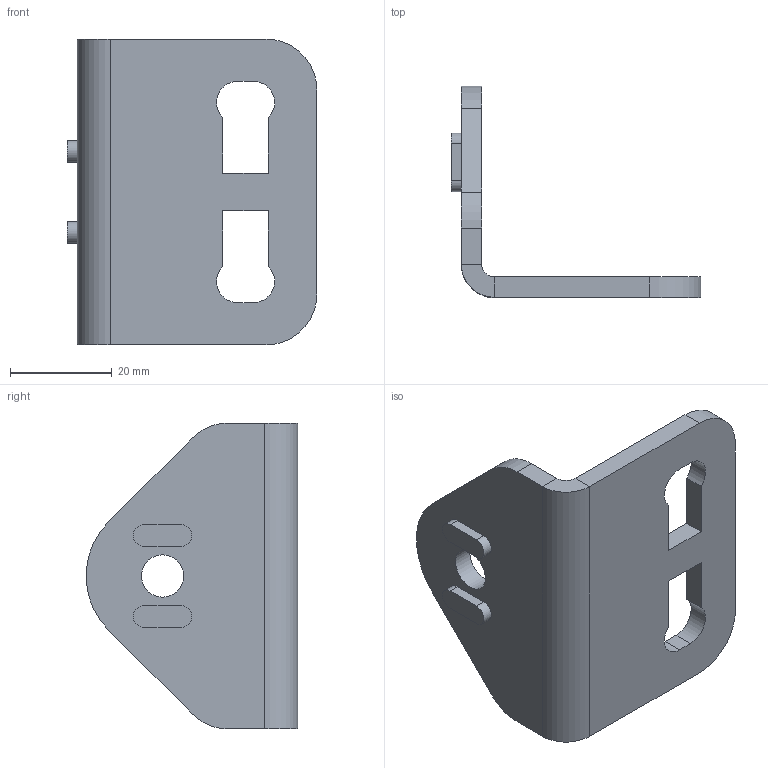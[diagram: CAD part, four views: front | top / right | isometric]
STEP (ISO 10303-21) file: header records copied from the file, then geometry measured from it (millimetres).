
FILE_DESCRIPTION(/* description */ (''),/* implementation_level */ '2;1');
FILE_NAME(/* name */ '201091.stp',/* time_stamp */ '2020-12-10T17:05:44+01:00',/* author */ ('Spacek'),/* organization */ ('Alutec K&K'),/* preprocessor_version */ 'ST-DEVELOPER v18.1',/* originating_system */ 'Autodesk Inventor 2021',/* authorisation */ '');
FILE_SCHEMA (('AUTOMOTIVE_DESIGN { 1 0 10303 214 3 1 1 }'));
Length unit declared in the file: millimetre
Products named in the file (1): 201091
Bounding box: 49 x 41.44 x 60 mm (x, y, z)
Volume: 15709.7 mm3; surface area: 9645.1 mm2
Topology: 1 solids, 1 shells, 53 faces, 133 edges, 86 vertices
Faces by surface type: plane 33, cylinder 20
Full cylindrical faces by diameter (mm): 8.3 x1
Entity records: 1636 total; most frequent: DIRECTION 281, CARTESIAN_POINT 273, ORIENTED_EDGE 266, EDGE_CURVE 133, AXIS2_PLACEMENT_3D 94, LINE 93, VECTOR 93, VERTEX_POINT 86
